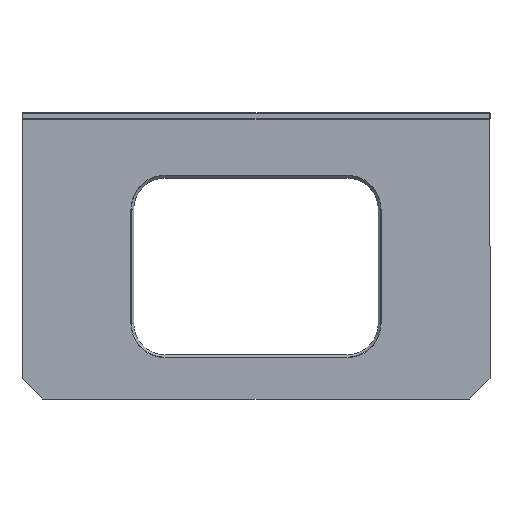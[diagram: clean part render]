
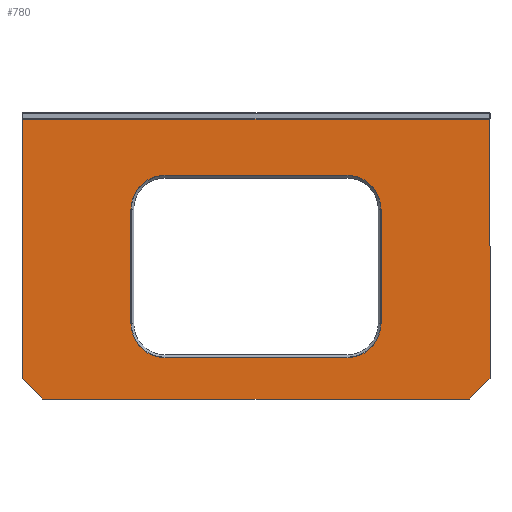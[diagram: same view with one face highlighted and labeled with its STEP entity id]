
A CAD part, top view. The second image highlights one B-rep face of the part: STEP entity #780.
In plain terms, the highlighted planar face has unit normal (0, 0, 1).
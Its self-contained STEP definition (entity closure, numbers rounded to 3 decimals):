
#2 = EDGE_CURVE ( 'NONE', #335, #554, #1300, .T. ) ;
#5 = VERTEX_POINT ( 'NONE', #325 ) ;
#22 = VECTOR ( 'NONE', #1125, 1000. ) ;
#27 = DIRECTION ( 'NONE',  ( 0., 0., -1. ) ) ;
#36 = VERTEX_POINT ( 'NONE', #1724 ) ;
#71 = CARTESIAN_POINT ( 'NONE',  ( -240.414, 75., 25. ) ) ;
#86 = ORIENTED_EDGE ( 'NONE', *, *, #213, .T. ) ;
#132 = PLANE ( 'NONE',  #1047 ) ;
#164 = DIRECTION ( 'NONE',  ( 1., 0., 0. ) ) ;
#170 = CARTESIAN_POINT ( 'NONE',  ( 175., -210.414, 25. ) ) ;
#174 = VECTOR ( 'NONE', #592, 1000. ) ;
#175 = CARTESIAN_POINT ( 'NONE',  ( 0., -210.414, 25. ) ) ;
#180 = ORIENTED_EDGE ( 'NONE', *, *, #2, .T. ) ;
#189 = EDGE_LOOP ( 'NONE', ( #1741, #1440, #180, #1030, #1394, #764 ) ) ;
#213 = EDGE_CURVE ( 'NONE', #36, #1421, #377, .T. ) ;
#237 = CARTESIAN_POINT ( 'NONE',  ( 450., -250., 25. ) ) ;
#258 = CARTESIAN_POINT ( 'NONE',  ( 0., 0., 25. ) ) ;
#266 = VERTEX_POINT ( 'NONE', #676 ) ;
#267 = DIRECTION ( 'NONE',  ( 0., 0., -1. ) ) ;
#283 = VECTOR ( 'NONE', #1223, 1000. ) ;
#304 = CARTESIAN_POINT ( 'NONE',  ( -450., -250., 25. ) ) ;
#325 = CARTESIAN_POINT ( 'NONE',  ( -410., -290., 25. ) ) ;
#330 = VERTEX_POINT ( 'NONE', #669 ) ;
#335 = VERTEX_POINT ( 'NONE', #237 ) ;
#358 = ORIENTED_EDGE ( 'NONE', *, *, #1129, .T. ) ;
#366 = VERTEX_POINT ( 'NONE', #1479 ) ;
#368 = CARTESIAN_POINT ( 'NONE',  ( -240.414, 0., 25. ) ) ;
#377 = LINE ( 'NONE', #368, #1024 ) ;
#391 = EDGE_CURVE ( 'NONE', #484, #5, #398, .T. ) ;
#392 = VERTEX_POINT ( 'NONE', #1217 ) ;
#398 = LINE ( 'NONE', #788, #493 ) ;
#442 = ORIENTED_EDGE ( 'NONE', *, *, #1264, .T. ) ;
#484 = VERTEX_POINT ( 'NONE', #304 ) ;
#493 = VECTOR ( 'NONE', #1627, 1000. ) ;
#496 = CARTESIAN_POINT ( 'NONE',  ( 450., 260., 25. ) ) ;
#498 = CIRCLE ( 'NONE', #730, 65.414 ) ;
#554 = VERTEX_POINT ( 'NONE', #1587 ) ;
#576 = VECTOR ( 'NONE', #1674, 1000. ) ;
#592 = DIRECTION ( 'NONE',  ( 1., 0., 0. ) ) ;
#613 = DIRECTION ( 'NONE',  ( 1., 0., 0. ) ) ;
#649 = CIRCLE ( 'NONE', #1309, 65.414 ) ;
#652 = EDGE_CURVE ( 'NONE', #266, #36, #1673, .T. ) ;
#669 = CARTESIAN_POINT ( 'NONE',  ( 240.414, 75., 25. ) ) ;
#672 = VECTOR ( 'NONE', #1554, 1000. ) ;
#676 = CARTESIAN_POINT ( 'NONE',  ( -175., -210.414, 25. ) ) ;
#696 = VECTOR ( 'NONE', #1649, 1000. ) ;
#703 = LINE ( 'NONE', #837, #22 ) ;
#717 = CARTESIAN_POINT ( 'NONE',  ( -175., -145., 25. ) ) ;
#730 = AXIS2_PLACEMENT_3D ( 'NONE', #1405, #1269, #1768 ) ;
#744 = DIRECTION ( 'NONE',  ( 0.707, 0.707, 0. ) ) ;
#764 = ORIENTED_EDGE ( 'NONE', *, *, #391, .T. ) ;
#780 = ADVANCED_FACE ( 'NONE', ( #853, #1141 ), #132, .T. ) ;
#788 = CARTESIAN_POINT ( 'NONE',  ( -350., -350., 25. ) ) ;
#792 = EDGE_CURVE ( 'NONE', #1510, #1652, #498, .T. ) ;
#832 = EDGE_CURVE ( 'NONE', #1421, #1434, #649, .T. ) ;
#837 = CARTESIAN_POINT ( 'NONE',  ( -450., -290., 25. ) ) ;
#849 = ORIENTED_EDGE ( 'NONE', *, *, #1244, .T. ) ;
#850 = CARTESIAN_POINT ( 'NONE',  ( 175., 75., 25. ) ) ;
#853 = FACE_BOUND ( 'NONE', #1706, .T. ) ;
#873 = DIRECTION ( 'NONE',  ( 1., 0., 0. ) ) ;
#950 = CARTESIAN_POINT ( 'NONE',  ( -450., 260., 25. ) ) ;
#955 = CIRCLE ( 'NONE', #1636, 65.414 ) ;
#964 = EDGE_CURVE ( 'NONE', #392, #335, #1576, .T. ) ;
#973 = CARTESIAN_POINT ( 'NONE',  ( -450., 260., 25. ) ) ;
#1006 = DIRECTION ( 'NONE',  ( 1., 0., 0. ) ) ;
#1022 = CARTESIAN_POINT ( 'NONE',  ( 175., 140.414, 25. ) ) ;
#1024 = VECTOR ( 'NONE', #1336, 1000. ) ;
#1030 = ORIENTED_EDGE ( 'NONE', *, *, #1464, .T. ) ;
#1047 = AXIS2_PLACEMENT_3D ( 'NONE', #258, #1631, #873 ) ;
#1062 = DIRECTION ( 'NONE',  ( 0., -1., 0. ) ) ;
#1077 = EDGE_CURVE ( 'NONE', #330, #1510, #1615, .T. ) ;
#1109 = ORIENTED_EDGE ( 'NONE', *, *, #832, .T. ) ;
#1118 = LINE ( 'NONE', #1664, #174 ) ;
#1125 = DIRECTION ( 'NONE',  ( 1., 0., 0. ) ) ;
#1129 = EDGE_CURVE ( 'NONE', #1652, #266, #1683, .T. ) ;
#1141 = FACE_OUTER_BOUND ( 'NONE', #189, .T. ) ;
#1148 = ORIENTED_EDGE ( 'NONE', *, *, #1077, .T. ) ;
#1217 = CARTESIAN_POINT ( 'NONE',  ( 410., -290., 25. ) ) ;
#1223 = DIRECTION ( 'NONE',  ( -1., 0., 0. ) ) ;
#1244 = EDGE_CURVE ( 'NONE', #1434, #1389, #1118, .T. ) ;
#1264 = EDGE_CURVE ( 'NONE', #1389, #330, #955, .T. ) ;
#1269 = DIRECTION ( 'NONE',  ( 0., 0., -1. ) ) ;
#1300 = LINE ( 'NONE', #496, #672 ) ;
#1309 = AXIS2_PLACEMENT_3D ( 'NONE', #1666, #267, #1006 ) ;
#1323 = ORIENTED_EDGE ( 'NONE', *, *, #652, .T. ) ;
#1336 = DIRECTION ( 'NONE',  ( 0., 1., 0. ) ) ;
#1337 = CARTESIAN_POINT ( 'NONE',  ( 240.414, -145., 25. ) ) ;
#1357 = CARTESIAN_POINT ( 'NONE',  ( 240.414, 0., 25. ) ) ;
#1389 = VERTEX_POINT ( 'NONE', #1022 ) ;
#1390 = VECTOR ( 'NONE', #1062, 1000. ) ;
#1394 = ORIENTED_EDGE ( 'NONE', *, *, #1781, .T. ) ;
#1398 = DIRECTION ( 'NONE',  ( 0., 0., -1. ) ) ;
#1405 = CARTESIAN_POINT ( 'NONE',  ( 175., -145., 25. ) ) ;
#1420 = VECTOR ( 'NONE', #744, 1000. ) ;
#1421 = VERTEX_POINT ( 'NONE', #71 ) ;
#1427 = CARTESIAN_POINT ( 'NONE',  ( 350., -350., 25. ) ) ;
#1434 = VERTEX_POINT ( 'NONE', #1482 ) ;
#1440 = ORIENTED_EDGE ( 'NONE', *, *, #964, .T. ) ;
#1464 = EDGE_CURVE ( 'NONE', #554, #366, #1476, .T. ) ;
#1476 = LINE ( 'NONE', #950, #283 ) ;
#1479 = CARTESIAN_POINT ( 'NONE',  ( -450., 260., 25. ) ) ;
#1482 = CARTESIAN_POINT ( 'NONE',  ( -175., 140.414, 25. ) ) ;
#1510 = VERTEX_POINT ( 'NONE', #1337 ) ;
#1554 = DIRECTION ( 'NONE',  ( 0., 1., 0. ) ) ;
#1576 = LINE ( 'NONE', #1427, #1420 ) ;
#1587 = CARTESIAN_POINT ( 'NONE',  ( 450., 260., 25. ) ) ;
#1595 = EDGE_CURVE ( 'NONE', #5, #392, #703, .T. ) ;
#1615 = LINE ( 'NONE', #1357, #1390 ) ;
#1623 = LINE ( 'NONE', #973, #696 ) ;
#1627 = DIRECTION ( 'NONE',  ( 0.707, -0.707, 0. ) ) ;
#1631 = DIRECTION ( 'NONE',  ( 0., 0., 1. ) ) ;
#1636 = AXIS2_PLACEMENT_3D ( 'NONE', #850, #1398, #164 ) ;
#1649 = DIRECTION ( 'NONE',  ( 0., -1., 0. ) ) ;
#1652 = VERTEX_POINT ( 'NONE', #170 ) ;
#1664 = CARTESIAN_POINT ( 'NONE',  ( 0., 140.414, 25. ) ) ;
#1666 = CARTESIAN_POINT ( 'NONE',  ( -175., 75., 25. ) ) ;
#1673 = CIRCLE ( 'NONE', #1731, 65.414 ) ;
#1674 = DIRECTION ( 'NONE',  ( -1., 0., 0. ) ) ;
#1683 = LINE ( 'NONE', #175, #576 ) ;
#1706 = EDGE_LOOP ( 'NONE', ( #358, #1323, #86, #1109, #849, #442, #1148, #1742 ) ) ;
#1724 = CARTESIAN_POINT ( 'NONE',  ( -240.414, -145., 25. ) ) ;
#1731 = AXIS2_PLACEMENT_3D ( 'NONE', #717, #27, #613 ) ;
#1741 = ORIENTED_EDGE ( 'NONE', *, *, #1595, .T. ) ;
#1742 = ORIENTED_EDGE ( 'NONE', *, *, #792, .T. ) ;
#1768 = DIRECTION ( 'NONE',  ( 1., 0., 0. ) ) ;
#1781 = EDGE_CURVE ( 'NONE', #366, #484, #1623, .T. ) ;
